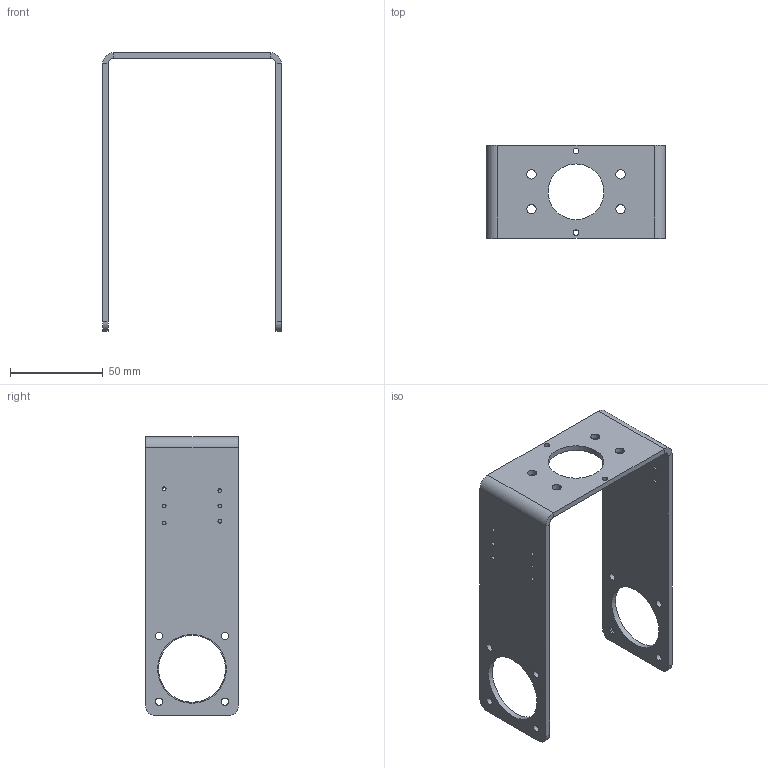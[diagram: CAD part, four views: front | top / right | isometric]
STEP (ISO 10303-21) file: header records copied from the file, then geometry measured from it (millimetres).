
FILE_DESCRIPTION(/* description */ (''),/* implementation_level */ '2;1');
FILE_NAME(/* name */ 'ramie v65.step',/* time_stamp */ '2024-05-28T16:32:45+02:00',/* author */ (''),/* organization */ (''),/* preprocessor_version */ 'ST-DEVELOPER v20',/* originating_system */ 'Autodesk Translation Framework v13.14.0.145',/* authorisation */ '');
FILE_SCHEMA (('AUTOMOTIVE_DESIGN { 1 0 10303 214 3 1 1 }'));
Length unit declared in the file: millimetre
Products named in the file (1): ramie
Bounding box: 96.34 x 50 x 150 mm (x, y, z)
Volume: 48815.2 mm3; surface area: 36880.2 mm2
Topology: 1 solids, 1 shells, 79 faces, 215 edges, 138 vertices
Faces by surface type: cylinder 37, bspline 24, plane 18
Full cylindrical faces by diameter (mm): 2 x12, 3 x2, 4 x4, 5 x4, 30 x1, 36 x1, 37 x1
Entity records: 2888 total; most frequent: CARTESIAN_POINT 845, ORIENTED_EDGE 430, DIRECTION 353, EDGE_CURVE 215, VERTEX_POINT 138, EDGE_LOOP 137, AXIS2_PLACEMENT_3D 130, LINE 93
